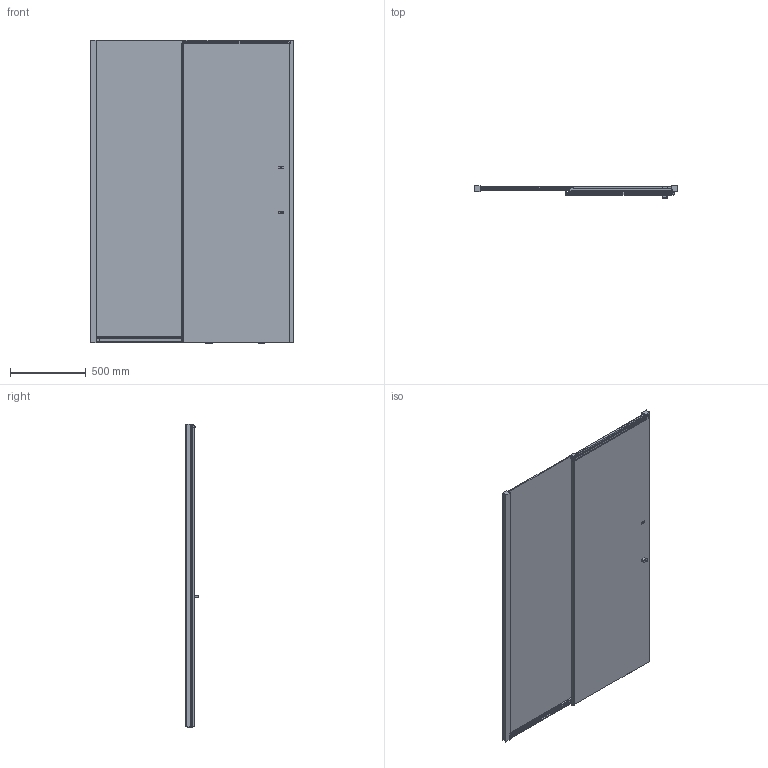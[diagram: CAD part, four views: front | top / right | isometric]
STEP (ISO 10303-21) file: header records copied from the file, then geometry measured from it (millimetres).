
FILE_DESCRIPTION (( 'STEP AP214' ), '1' );
FILE_NAME ('rbp14_040_asm.STEP', '2020-04-21T07:46:40', ( '' ), ( '' ), 'SwSTEP 2.0', 'SolidWorks 2016', '' );
FILE_SCHEMA (( 'AUTOMOTIVE_DESIGN' ));
Length unit declared in the file: millimetre
Products named in the file (1): rbp14_040_asm
Bounding box: 1350 x 82.58 x 2007.73 mm (x, y, z)
Volume: 27721947 mm3; surface area: 6516499.4 mm2
Topology: 3 solids, 6 shells, 1799 faces, 4806 edges, 3010 vertices
Faces by surface type: cylinder 756, plane 696, bspline 319, torus 16, cone 12
Full cylindrical faces by diameter (mm): 3.4 x4
Entity records: 99153 total; most frequent: CARTESIAN_POINT 38377, ORIENTED_EDGE 9520, DIRECTION 7565, EDGE_CURVE 4760, VERTEX_POINT 3010, AXIS2_PLACEMENT_3D 2625, LINE 2315, VECTOR 2315
